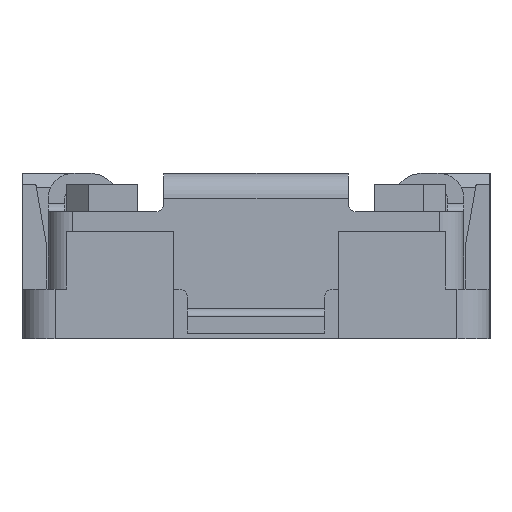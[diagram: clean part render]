
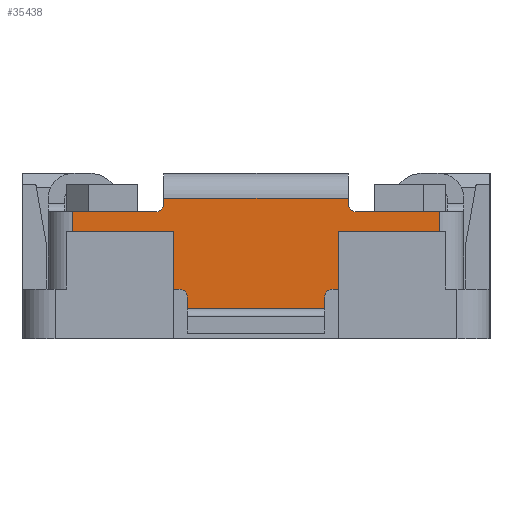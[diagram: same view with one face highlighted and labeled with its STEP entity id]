
A CAD part, left-side view. The second image highlights one B-rep face of the part: STEP entity #35438.
In plain terms, the highlighted planar face has unit normal (-1, 0, 0).
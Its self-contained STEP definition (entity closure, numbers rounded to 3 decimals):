
#87=DIRECTION('',(0.,1.,0.));
#88=VECTOR('',#87,0.365);
#89=CARTESIAN_POINT('',(-2.56,0.3,0.18));
#90=LINE('',#89,#88);
#149=DIRECTION('',(0.,-1.,0.));
#150=VECTOR('',#149,0.365);
#151=CARTESIAN_POINT('',(-2.56,-0.3,0.18));
#152=LINE('',#151,#150);
#9050=DIRECTION('',(0.,1.,0.));
#9051=VECTOR('',#9050,0.02);
#9052=CARTESIAN_POINT('',(-2.56,-0.3,0.18));
#9053=LINE('',#9052,#9051);
#9054=CARTESIAN_POINT('',(-2.56,-0.28,0.15));
#9055=DIRECTION('',(-1.,0.,0.));
#9056=DIRECTION('',(0.,0.,1.));
#9057=AXIS2_PLACEMENT_3D('',#9054,#9055,#9056);
#9059=CARTESIAN_POINT('',(-2.56,0.28,0.15));
#9060=DIRECTION('',(-1.,0.,0.));
#9061=DIRECTION('',(0.,-1.,0.));
#9062=AXIS2_PLACEMENT_3D('',#9059,#9060,#9061);
#9064=DIRECTION('',(0.,1.,0.));
#9065=VECTOR('',#9064,0.02);
#9066=CARTESIAN_POINT('',(-2.56,0.28,0.18));
#9067=LINE('',#9066,#9065);
#9068=DIRECTION('',(0.,-1.,0.));
#9069=VECTOR('',#9068,0.3);
#9070=CARTESIAN_POINT('',(-2.56,0.665,0.46));
#9071=LINE('',#9070,#9069);
#9072=CARTESIAN_POINT('',(-2.56,0.365,0.49));
#9073=DIRECTION('',(-1.,0.,0.));
#9074=DIRECTION('',(0.,0.,-1.));
#9075=AXIS2_PLACEMENT_3D('',#9072,#9073,#9074);
#9077=DIRECTION('',(0.,0.,1.));
#9078=VECTOR('',#9077,0.02);
#9079=CARTESIAN_POINT('',(-2.56,0.335,0.49));
#9080=LINE('',#9079,#9078);
#9081=DIRECTION('',(0.,0.,-1.));
#9082=VECTOR('',#9081,0.02);
#9083=CARTESIAN_POINT('',(-2.56,-0.335,0.51));
#9084=LINE('',#9083,#9082);
#9085=CARTESIAN_POINT('',(-2.56,-0.365,0.49));
#9086=DIRECTION('',(-1.,0.,0.));
#9087=DIRECTION('',(0.,1.,0.));
#9088=AXIS2_PLACEMENT_3D('',#9085,#9086,#9087);
#9090=DIRECTION('',(0.,-1.,0.));
#9091=VECTOR('',#9090,0.3);
#9092=CARTESIAN_POINT('',(-2.56,-0.365,0.46));
#9093=LINE('',#9092,#9091);
#9094=DIRECTION('',(0.,0.,-1.));
#9095=VECTOR('',#9094,0.28);
#9096=CARTESIAN_POINT('',(-2.56,-0.665,0.46));
#9097=LINE('',#9096,#9095);
#9112=DIRECTION('',(0.,0.,1.));
#9113=VECTOR('',#9112,0.04);
#9114=CARTESIAN_POINT('',(-2.56,-0.25,0.11));
#9115=LINE('',#9114,#9113);
#9120=DIRECTION('',(0.,0.,-1.));
#9121=VECTOR('',#9120,0.04);
#9122=CARTESIAN_POINT('',(-2.56,0.25,0.15));
#9123=LINE('',#9122,#9121);
#9142=DIRECTION('',(0.,-1.,0.));
#9143=VECTOR('',#9142,0.5);
#9144=CARTESIAN_POINT('',(-2.56,0.25,0.11));
#9145=LINE('',#9144,#9143);
#9186=DIRECTION('',(0.,0.,-1.));
#9187=VECTOR('',#9186,0.28);
#9188=CARTESIAN_POINT('',(-2.56,0.665,0.46));
#9189=LINE('',#9188,#9187);
#10619=DIRECTION('',(0.,1.,0.));
#10620=VECTOR('',#10619,0.67);
#10621=CARTESIAN_POINT('',(-2.56,-0.335,0.51));
#10622=LINE('',#10621,#10620);
#21124=CARTESIAN_POINT('',(-2.56,-0.28,0.18));
#21125=CARTESIAN_POINT('',(-2.56,-0.25,0.15));
#21126=VERTEX_POINT('',#21124);
#21127=VERTEX_POINT('',#21125);
#21146=CARTESIAN_POINT('',(-2.56,0.335,0.51));
#21147=VERTEX_POINT('',#21146);
#21148=CARTESIAN_POINT('',(-2.56,0.335,0.49));
#21149=VERTEX_POINT('',#21148);
#21192=CARTESIAN_POINT('',(-2.56,-0.335,0.49));
#21193=VERTEX_POINT('',#21192);
#21194=CARTESIAN_POINT('',(-2.56,-0.335,0.51));
#21195=VERTEX_POINT('',#21194);
#21212=CARTESIAN_POINT('',(-2.56,-0.365,0.46));
#21213=VERTEX_POINT('',#21212);
#21224=CARTESIAN_POINT('',(-2.56,-0.665,0.46));
#21225=VERTEX_POINT('',#21224);
#21226=CARTESIAN_POINT('',(-2.56,0.365,0.46));
#21228=VERTEX_POINT('',#21226);
#21230=CARTESIAN_POINT('',(-2.56,0.665,0.46));
#21231=VERTEX_POINT('',#21230);
#21286=CARTESIAN_POINT('',(-2.56,0.25,0.11));
#21287=CARTESIAN_POINT('',(-2.56,-0.25,0.11));
#21288=VERTEX_POINT('',#21286);
#21289=VERTEX_POINT('',#21287);
#21312=CARTESIAN_POINT('',(-2.56,0.25,0.15));
#21313=VERTEX_POINT('',#21312);
#21322=CARTESIAN_POINT('',(-2.56,0.28,0.18));
#21323=VERTEX_POINT('',#21322);
#23760=CARTESIAN_POINT('',(-2.56,-0.665,0.18));
#23761=VERTEX_POINT('',#23760);
#23762=CARTESIAN_POINT('',(-2.56,-0.3,0.18));
#23763=VERTEX_POINT('',#23762);
#23768=CARTESIAN_POINT('',(-2.56,0.3,0.18));
#23769=CARTESIAN_POINT('',(-2.56,0.665,0.18));
#23770=VERTEX_POINT('',#23768);
#23771=VERTEX_POINT('',#23769);
#35400=CARTESIAN_POINT('',(-2.56,0.,0.31));
#35401=DIRECTION('',(1.,0.,0.));
#35402=DIRECTION('',(0.,-1.,0.));
#35403=AXIS2_PLACEMENT_3D('',#35400,#35401,#35402);
#35404=PLANE('',#35403);
#35405=ORIENTED_EDGE('',*,*,#24262,.F.);
#35406=ORIENTED_EDGE('',*,*,#24352,.T.);
#35408=ORIENTED_EDGE('',*,*,#35407,.T.);
#35410=ORIENTED_EDGE('',*,*,#35409,.F.);
#35412=ORIENTED_EDGE('',*,*,#35411,.F.);
#35414=ORIENTED_EDGE('',*,*,#35413,.F.);
#35416=ORIENTED_EDGE('',*,*,#35415,.T.);
#35417=ORIENTED_EDGE('',*,*,#24062,.T.);
#35418=ORIENTED_EDGE('',*,*,#24141,.T.);
#35420=ORIENTED_EDGE('',*,*,#35419,.F.);
#35422=ORIENTED_EDGE('',*,*,#35421,.T.);
#35424=ORIENTED_EDGE('',*,*,#35423,.T.);
#35426=ORIENTED_EDGE('',*,*,#35425,.T.);
#35428=ORIENTED_EDGE('',*,*,#35427,.F.);
#35430=ORIENTED_EDGE('',*,*,#35429,.T.);
#35432=ORIENTED_EDGE('',*,*,#35431,.T.);
#35434=ORIENTED_EDGE('',*,*,#35433,.T.);
#35435=ORIENTED_EDGE('',*,*,#35392,.T.);
#35436=EDGE_LOOP('',(#35405,#35406,#35408,#35410,#35412,#35414,#35416,#35417,
#35418,#35420,#35422,#35424,#35426,#35428,#35430,#35432,#35434,#35435));
#35437=FACE_OUTER_BOUND('',#35436,.F.);
#35438=ADVANCED_FACE('',(#35437),#35404,.F.);
#9058=CIRCLE('',#9057,0.03);
#9063=CIRCLE('',#9062,0.03);
#9076=CIRCLE('',#9075,0.03);
#9089=CIRCLE('',#9088,0.03);
#24062=EDGE_CURVE('',#21323,#23770,#9067,.T.);
#24141=EDGE_CURVE('',#23770,#23771,#90,.T.);
#24262=EDGE_CURVE('',#23763,#23761,#152,.T.);
#24352=EDGE_CURVE('',#23763,#21126,#9053,.T.);
#35392=EDGE_CURVE('',#21225,#23761,#9097,.T.);
#35407=EDGE_CURVE('',#21126,#21127,#9058,.T.);
#35409=EDGE_CURVE('',#21289,#21127,#9115,.T.);
#35411=EDGE_CURVE('',#21288,#21289,#9145,.T.);
#35413=EDGE_CURVE('',#21313,#21288,#9123,.T.);
#35415=EDGE_CURVE('',#21313,#21323,#9063,.T.);
#35419=EDGE_CURVE('',#21231,#23771,#9189,.T.);
#35421=EDGE_CURVE('',#21231,#21228,#9071,.T.);
#35423=EDGE_CURVE('',#21228,#21149,#9076,.T.);
#35425=EDGE_CURVE('',#21149,#21147,#9080,.T.);
#35427=EDGE_CURVE('',#21195,#21147,#10622,.T.);
#35429=EDGE_CURVE('',#21195,#21193,#9084,.T.);
#35431=EDGE_CURVE('',#21193,#21213,#9089,.T.);
#35433=EDGE_CURVE('',#21213,#21225,#9093,.T.);
